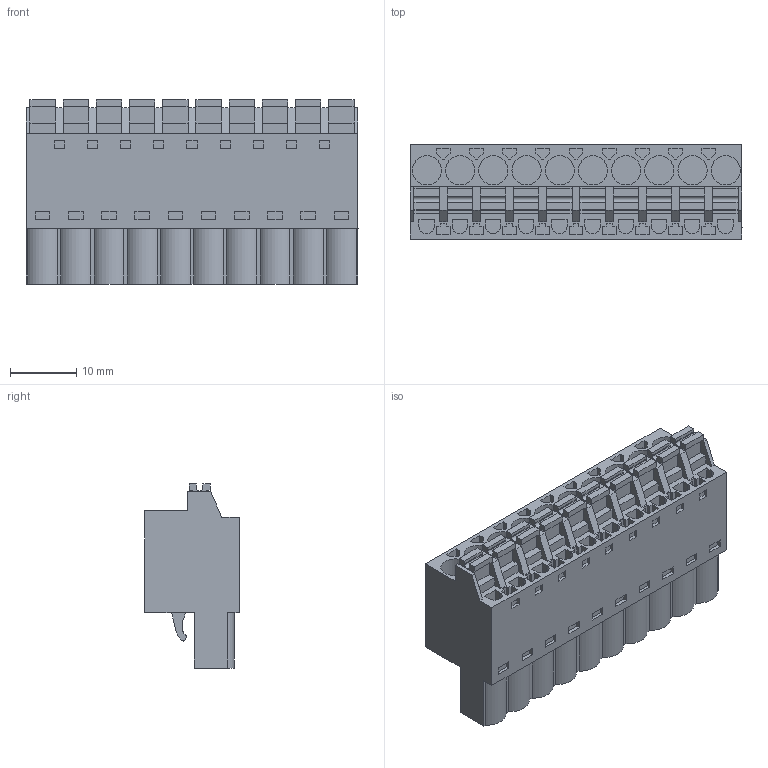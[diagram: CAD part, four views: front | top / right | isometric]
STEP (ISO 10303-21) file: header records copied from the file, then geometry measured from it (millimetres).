
FILE_DESCRIPTION(('CATIA V5 STEP Exchange','CAx-IF Rec.Pracs.--- Model Styling and Organization---1.2---2011-12-15'),'2;1');
FILE_NAME ('D1446753_0_1017760000_1017760000.stp','2017-04-27T12:03:32+00:00',('none'),('Weidmueller'),'CATIA Version 5-6 Release 2014','CATIA V5 STEP AP214','none');
FILE_SCHEMA(('AUTOMOTIVE_DESIGN { 1 0 10303 214 1 1 1 1 }'));
Length unit declared in the file: millimetre
Products named in the file (1): 1017760000
Bounding box: 50 x 14.2 x 27.73 mm (x, y, z)
Volume: 12541.1 mm3; surface area: 6824.1 mm2
Topology: 11 solids, 11 shells, 835 faces, 2429 edges, 1695 vertices
Faces by surface type: plane 757, cylinder 74, extrusion 4
Entity records: 26972 total; most frequent: CARTESIAN_POINT 4944, ORIENTED_EDGE 4858, DIRECTION 3501, EDGE_CURVE 2429, VECTOR 2258, LINE 2254, VERTEX_POINT 1695, EDGE_LOOP 932
